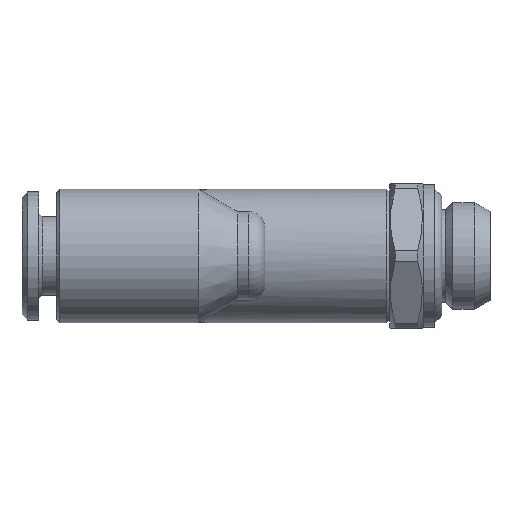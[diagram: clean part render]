
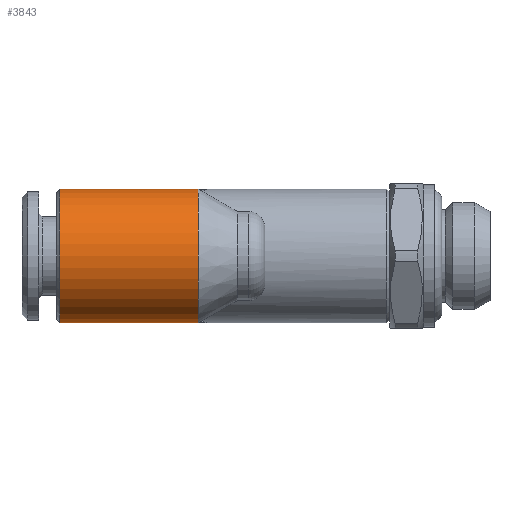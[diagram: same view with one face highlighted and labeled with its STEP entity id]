
A CAD part, left-side view. The second image highlights one B-rep face of the part: STEP entity #3843.
In plain terms, the highlighted cylindrical face has radius 6 mm (diameter 12 mm), a partial arc.
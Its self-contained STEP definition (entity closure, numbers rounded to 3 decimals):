
#607 = CARTESIAN_POINT ( 'NONE',  ( -6.6, -2.236, -6. ) ) ;
#824 = CARTESIAN_POINT ( 'NONE',  ( -6.6, -2.236, 0. ) ) ;
#825 = AXIS2_PLACEMENT_3D ( 'NONE', #824, #840, #839 ) ;
#826 = CIRCLE ( 'NONE', #825, 6. ) ;
#839 = DIRECTION ( 'NONE',  ( 0., 0., 1. ) ) ;
#840 = DIRECTION ( 'NONE',  ( 0., 1., 0. ) ) ;
#863 = CARTESIAN_POINT ( 'NONE',  ( -6.6, -2.236, 6. ) ) ;
#989 = CARTESIAN_POINT ( 'NONE',  ( -6.6, 10.2, -6. ) ) ;
#990 = DIRECTION ( 'NONE',  ( 0., 1., 0. ) ) ;
#991 = VECTOR ( 'NONE', #990, 1000. ) ;
#992 = CARTESIAN_POINT ( 'NONE',  ( -6.6, 17.66, -6. ) ) ;
#993 = LINE ( 'NONE', #992, #991 ) ;
#997 = VECTOR ( 'NONE', #1008, 1000. ) ;
#998 = CARTESIAN_POINT ( 'NONE',  ( -6.6, 17.66, 6. ) ) ;
#999 = LINE ( 'NONE', #998, #997 ) ;
#1000 = CARTESIAN_POINT ( 'NONE',  ( -6.6, 10.2, 6. ) ) ;
#1008 = DIRECTION ( 'NONE',  ( 0., 1., 0. ) ) ;
#2344 = DIRECTION ( 'NONE',  ( 0., 0., 1. ) ) ;
#2345 = DIRECTION ( 'NONE',  ( 0., 1., 0. ) ) ;
#2346 = CARTESIAN_POINT ( 'NONE',  ( -6.6, 10.2, 0. ) ) ;
#2347 = AXIS2_PLACEMENT_3D ( 'NONE', #2346, #2345, #2344 ) ;
#2348 = CIRCLE ( 'NONE', #2347, 6. ) ;
#2349 = CARTESIAN_POINT ( 'NONE',  ( -6.6, 17.66, 0. ) ) ;
#2350 = AXIS2_PLACEMENT_3D ( 'NONE', #2349, #2351, #2352 ) ;
#2351 = DIRECTION ( 'NONE',  ( 0., 1., 0. ) ) ;
#2352 = DIRECTION ( 'NONE',  ( 0., 0., 1. ) ) ;
#2353 = CYLINDRICAL_SURFACE ( 'NONE', #2350, 6. ) ;
#2354 = FACE_OUTER_BOUND ( 'NONE', #3904, .T. ) ;
#2889 = VERTEX_POINT ( 'NONE', #607 ) ;
#2978 = VERTEX_POINT ( 'NONE', #863 ) ;
#2980 = EDGE_CURVE ( 'NONE', #2889, #2978, #826, .T. ) ;
#3039 = EDGE_CURVE ( 'NONE', #2889, #3040, #993, .T. ) ;
#3040 = VERTEX_POINT ( 'NONE', #989 ) ;
#3043 = VERTEX_POINT ( 'NONE', #1000 ) ;
#3045 = EDGE_CURVE ( 'NONE', #2978, #3043, #999, .T. ) ;
#3842 = EDGE_CURVE ( 'NONE', #3040, #3043, #2348, .T. ) ;
#3843 = ADVANCED_FACE ( 'NONE', ( #2354 ), #2353, .T. ) ;
#3904 = EDGE_LOOP ( 'NONE', ( #3905, #3906, #3907, #3908 ) ) ;
#3905 = ORIENTED_EDGE ( 'NONE', *, *, #3039, .F. ) ;
#3906 = ORIENTED_EDGE ( 'NONE', *, *, #2980, .T. ) ;
#3907 = ORIENTED_EDGE ( 'NONE', *, *, #3045, .T. ) ;
#3908 = ORIENTED_EDGE ( 'NONE', *, *, #3842, .F. ) ;
